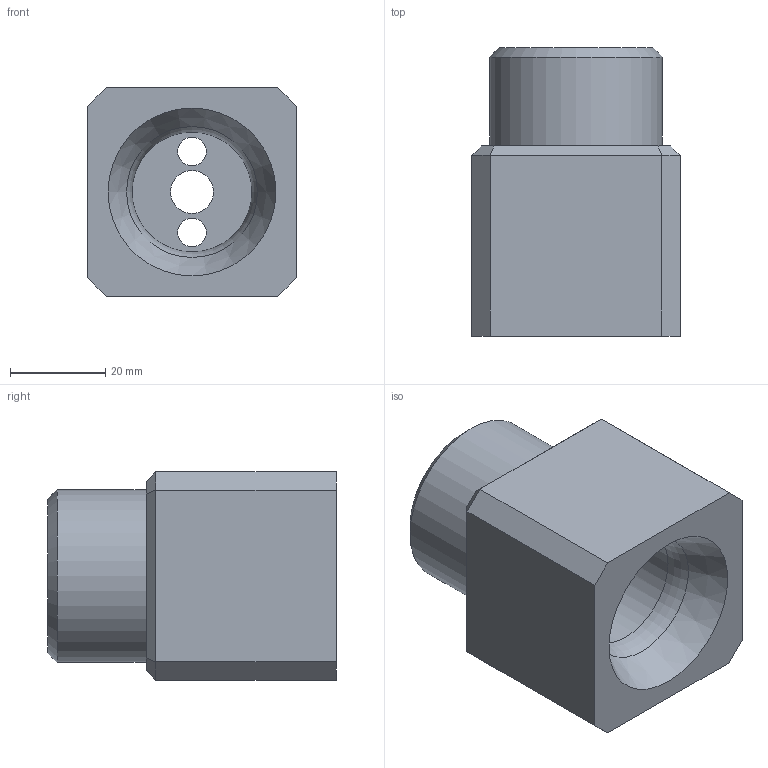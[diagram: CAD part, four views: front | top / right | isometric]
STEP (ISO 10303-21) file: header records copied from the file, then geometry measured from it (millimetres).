
FILE_DESCRIPTION(/* description */ (''),/* implementation_level */ '2;1');
FILE_NAME(/* name */ 'AdapMotorJ3 v3.step',/* time_stamp */ '2024-05-21T18:51:11-03:00',/* author */ (''),/* organization */ (''),/* preprocessor_version */ 'ST-DEVELOPER v20',/* originating_system */ 'Autodesk Translation Framework v13.14.0.145',/* authorisation */ '');
FILE_SCHEMA (('AUTOMOTIVE_DESIGN { 1 0 10303 214 3 1 1 }'));
Length unit declared in the file: millimetre
Products named in the file (1): AdapMotorJ3
Bounding box: 43.8 x 60.7 x 43.8 mm (x, y, z)
Volume: 64471.4 mm3; surface area: 16886.5 mm2
Topology: 1 solids, 1 shells, 31 faces, 70 edges, 44 vertices
Faces by surface type: plane 21, cylinder 5, bspline 2, cone 2, torus 1
Full cylindrical faces by diameter (mm): 6 x2, 9 x1, 25.2 x1, 36.3 x1
Entity records: 1019 total; most frequent: CARTESIAN_POINT 279, DIRECTION 145, ORIENTED_EDGE 140, EDGE_CURVE 70, AXIS2_PLACEMENT_3D 49, LINE 47, VECTOR 47, VERTEX_POINT 44
